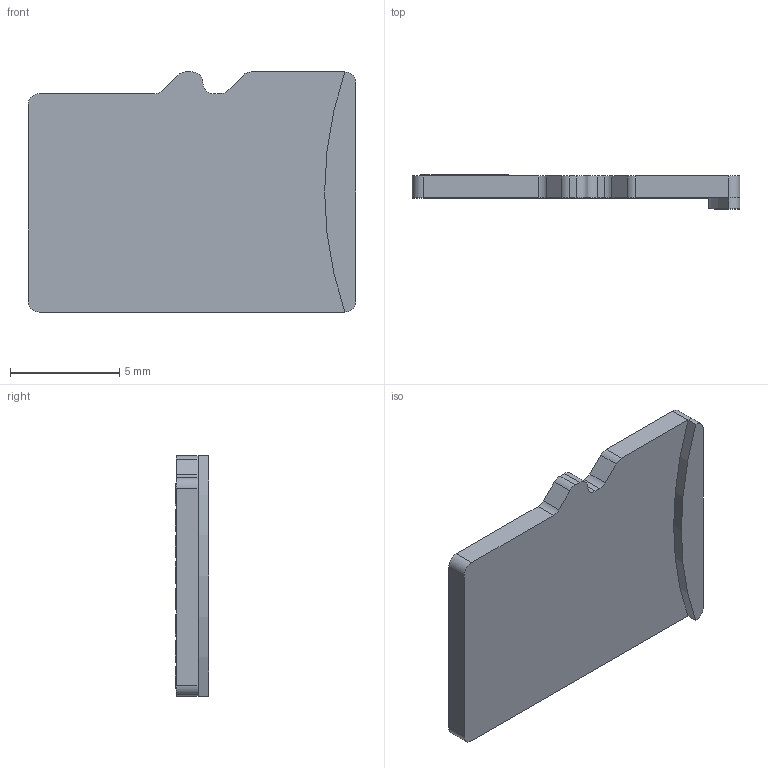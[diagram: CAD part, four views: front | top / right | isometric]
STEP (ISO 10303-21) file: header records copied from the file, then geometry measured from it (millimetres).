
FILE_DESCRIPTION (( 'STEP AP203' ), '1' );
FILE_NAME ('microSD.STEP', '2018-04-30T06:35:10', ( '' ), ( '' ), 'SwSTEP 2.0', 'SolidWorks 2018', '' );
FILE_SCHEMA (( 'CONFIG_CONTROL_DESIGN' ));
Length unit declared in the file: millimetre
Products named in the file (1): microSD
Bounding box: 15 x 1.55 x 11 mm (x, y, z)
Volume: 164.5 mm3; surface area: 380.4 mm2
Topology: 1 solids, 1 shells, 65 faces, 161 edges, 106 vertices
Faces by surface type: plane 52, cylinder 13
Entity records: 1984 total; most frequent: CARTESIAN_POINT 333, ORIENTED_EDGE 322, DIRECTION 317, EDGE_CURVE 161, LINE 137, VECTOR 137, VERTEX_POINT 106, AXIS2_PLACEMENT_3D 90
